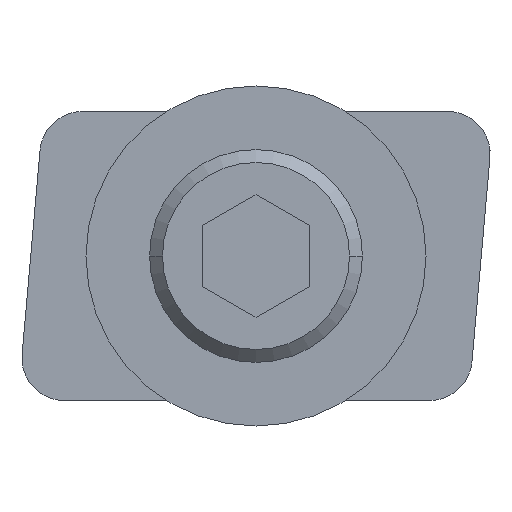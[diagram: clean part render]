
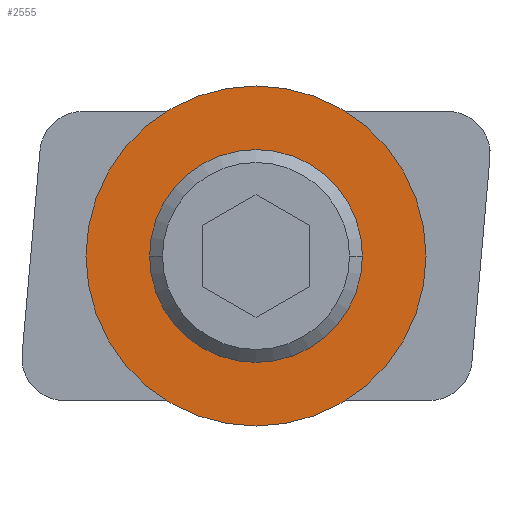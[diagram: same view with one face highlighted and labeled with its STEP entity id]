
A CAD part, front view. The second image highlights one B-rep face of the part: STEP entity #2555.
In plain terms, the highlighted planar face has unit normal (0, -1, 0).
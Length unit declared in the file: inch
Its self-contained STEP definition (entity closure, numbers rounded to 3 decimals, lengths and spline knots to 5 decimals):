
#2466=CARTESIAN_POINT('',(0.,0.,0.));
#2467=DIRECTION('',(0.,1.,0.));
#2468=DIRECTION('',(1.,0.,0.));
#2469=AXIS2_PLACEMENT_3D('',#2466,#2467,#2468);
#2471=CARTESIAN_POINT('',(0.,0.,0.));
#2472=DIRECTION('',(0.,1.,0.));
#2473=DIRECTION('',(-1.,0.,0.));
#2474=AXIS2_PLACEMENT_3D('',#2471,#2472,#2473);
#2476=CARTESIAN_POINT('',(0.,0.,0.));
#2477=DIRECTION('',(0.,-1.,0.));
#2478=DIRECTION('',(1.,0.,0.));
#2479=AXIS2_PLACEMENT_3D('',#2476,#2477,#2478);
#2481=CARTESIAN_POINT('',(0.,0.,0.));
#2482=DIRECTION('',(0.,-1.,0.));
#2483=DIRECTION('',(-1.,0.,0.));
#2484=AXIS2_PLACEMENT_3D('',#2481,#2482,#2483);
#2522=CARTESIAN_POINT('',(0.25,0.,0.));
#2523=CARTESIAN_POINT('',(-0.25,0.,0.));
#2524=VERTEX_POINT('',#2522);
#2525=VERTEX_POINT('',#2523);
#2526=CARTESIAN_POINT('',(0.1095,0.,0.));
#2527=CARTESIAN_POINT('',(-0.1095,0.,0.));
#2528=VERTEX_POINT('',#2526);
#2529=VERTEX_POINT('',#2527);
#2538=CARTESIAN_POINT('',(0.,0.,0.));
#2539=DIRECTION('',(0.,1.,0.));
#2540=DIRECTION('',(1.,0.,0.));
#2541=AXIS2_PLACEMENT_3D('',#2538,#2539,#2540);
#2542=PLANE('',#2541);
#2544=ORIENTED_EDGE('',*,*,#2543,.T.);
#2546=ORIENTED_EDGE('',*,*,#2545,.T.);
#2547=EDGE_LOOP('',(#2544,#2546));
#2548=FACE_OUTER_BOUND('',#2547,.F.);
#2550=ORIENTED_EDGE('',*,*,#2549,.T.);
#2552=ORIENTED_EDGE('',*,*,#2551,.T.);
#2553=EDGE_LOOP('',(#2550,#2552));
#2554=FACE_BOUND('',#2553,.F.);
#2555=ADVANCED_FACE('',(#2548,#2554),#2542,.F.);
#2470=CIRCLE('',#2469,0.25);
#2475=CIRCLE('',#2474,0.25);
#2480=CIRCLE('',#2479,0.1095);
#2485=CIRCLE('',#2484,0.1095);
#2543=EDGE_CURVE('',#2524,#2525,#2470,.T.);
#2545=EDGE_CURVE('',#2525,#2524,#2475,.T.);
#2549=EDGE_CURVE('',#2528,#2529,#2480,.T.);
#2551=EDGE_CURVE('',#2529,#2528,#2485,.T.);
